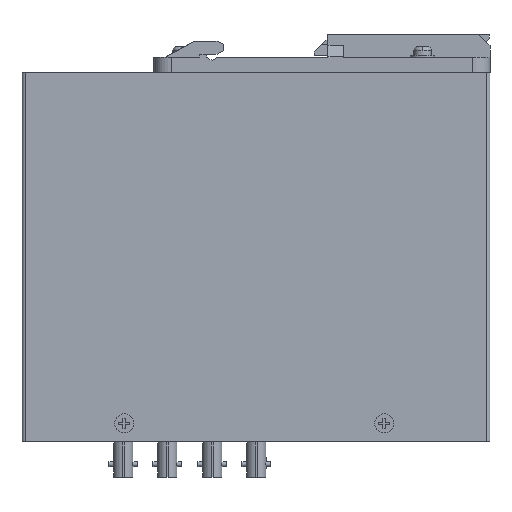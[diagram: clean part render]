
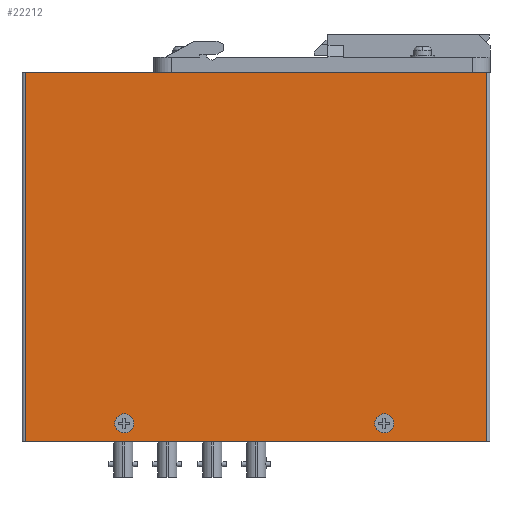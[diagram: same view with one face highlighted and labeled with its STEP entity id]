
A CAD part, left-side view. The second image highlights one B-rep face of the part: STEP entity #22212.
In plain terms, the highlighted planar face has unit normal (-1, 0, 0).
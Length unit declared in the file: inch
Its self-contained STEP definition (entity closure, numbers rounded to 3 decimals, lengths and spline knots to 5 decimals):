
#1374 = ORIENTED_EDGE ( 'NONE', *, *, #48385, .F. ) ;
#2083 = LINE ( 'NONE', #13535, #47146 ) ;
#2839 = ORIENTED_EDGE ( 'NONE', *, *, #14101, .T. ) ;
#3415 = CARTESIAN_POINT ( 'NONE',  ( 0., 4.15357, 0.10305 ) ) ;
#3420 = DIRECTION ( 'NONE',  ( -1., 0., 0. ) ) ;
#3434 = DIRECTION ( 'NONE',  ( 0., 0., -1. ) ) ;
#4005 = EDGE_LOOP ( 'NONE', ( #56231, #19363, #31180, #2839 ) ) ;
#4570 = VERTEX_POINT ( 'NONE', #24762 ) ;
#8463 = ORIENTED_EDGE ( 'NONE', *, *, #12193, .F. ) ;
#8712 = FACE_BOUND ( 'NONE', #15511, .T. ) ;
#9386 = EDGE_CURVE ( 'NONE', #4570, #45955, #2083, .T. ) ;
#12193 = EDGE_CURVE ( 'NONE', #12492, #12492, #18766, .T. ) ;
#12492 = VERTEX_POINT ( 'NONE', #3415 ) ;
#12889 = CARTESIAN_POINT ( 'NONE',  ( 0., 5.27559, 0. ) ) ;
#12993 = VECTOR ( 'NONE', #23379, 39.37008 ) ;
#13486 = VECTOR ( 'NONE', #46493, 39.37008 ) ;
#13535 = CARTESIAN_POINT ( 'NONE',  ( 0., 0.03937, 2.09646 ) ) ;
#13537 = CARTESIAN_POINT ( 'NONE',  ( 0., 5.27559, 2.09646 ) ) ;
#14087 = CARTESIAN_POINT ( 'NONE',  ( 0., 0.03937, 0. ) ) ;
#14101 = EDGE_CURVE ( 'NONE', #37630, #4570, #34858, .T. ) ;
#14508 = VERTEX_POINT ( 'NONE', #21331 ) ;
#15511 = EDGE_LOOP ( 'NONE', ( #8463 ) ) ;
#15623 = EDGE_CURVE ( 'NONE', #21167, #45955, #48386, .T. ) ;
#15928 = CARTESIAN_POINT ( 'NONE',  ( 0., 2.65748, 4.19291 ) ) ;
#17366 = CIRCLE ( 'NONE', #39118, 0.10827 ) ;
#17948 = DIRECTION ( 'NONE',  ( 0., 0., 1. ) ) ;
#18306 = PLANE ( 'NONE',  #27808 ) ;
#18493 = DIRECTION ( 'NONE',  ( 0., 1., 0. ) ) ;
#18766 = CIRCLE ( 'NONE', #20330, 0.10827 ) ;
#19363 = ORIENTED_EDGE ( 'NONE', *, *, #15623, .F. ) ;
#20191 = CARTESIAN_POINT ( 'NONE',  ( 0., 0.03937, 4.19291 ) ) ;
#20330 = AXIS2_PLACEMENT_3D ( 'NONE', #29555, #3420, #33930 ) ;
#21167 = VERTEX_POINT ( 'NONE', #42957 ) ;
#21331 = CARTESIAN_POINT ( 'NONE',  ( 0., 1.20076, 0.10305 ) ) ;
#22212 = ADVANCED_FACE ( 'NONE', ( #8712, #31956, #33317 ), #18306, .F. ) ;
#23132 = EDGE_LOOP ( 'NONE', ( #1374 ) ) ;
#23379 = DIRECTION ( 'NONE',  ( 0., -1., 0. ) ) ;
#24762 = CARTESIAN_POINT ( 'NONE',  ( 0., 0.03937, 0. ) ) ;
#25745 = EDGE_CURVE ( 'NONE', #37630, #21167, #37600, .T. ) ;
#27808 = AXIS2_PLACEMENT_3D ( 'NONE', #14087, #44674, #18493 ) ;
#29555 = CARTESIAN_POINT ( 'NONE',  ( 0., 4.15357, 0.21132 ) ) ;
#29575 = DIRECTION ( 'NONE',  ( -1., 0., 0. ) ) ;
#31180 = ORIENTED_EDGE ( 'NONE', *, *, #25745, .F. ) ;
#31956 = FACE_BOUND ( 'NONE', #23132, .T. ) ;
#33317 = FACE_OUTER_BOUND ( 'NONE', #4005, .T. ) ;
#33930 = DIRECTION ( 'NONE',  ( 0., 0., -1. ) ) ;
#34858 = LINE ( 'NONE', #45375, #12993 ) ;
#36230 = VECTOR ( 'NONE', #39737, 39.37008 ) ;
#37600 = LINE ( 'NONE', #13537, #36230 ) ;
#37630 = VERTEX_POINT ( 'NONE', #12889 ) ;
#39118 = AXIS2_PLACEMENT_3D ( 'NONE', #55768, #29575, #3434 ) ;
#39737 = DIRECTION ( 'NONE',  ( 0., 0., 1. ) ) ;
#42957 = CARTESIAN_POINT ( 'NONE',  ( 0., 5.27559, 4.19291 ) ) ;
#44674 = DIRECTION ( 'NONE',  ( 1., 0., 0. ) ) ;
#45375 = CARTESIAN_POINT ( 'NONE',  ( 0., 2.65748, 0. ) ) ;
#45955 = VERTEX_POINT ( 'NONE', #20191 ) ;
#46493 = DIRECTION ( 'NONE',  ( 0., -1., 0. ) ) ;
#47146 = VECTOR ( 'NONE', #17948, 39.37008 ) ;
#48385 = EDGE_CURVE ( 'NONE', #14508, #14508, #17366, .T. ) ;
#48386 = LINE ( 'NONE', #15928, #13486 ) ;
#55768 = CARTESIAN_POINT ( 'NONE',  ( 0., 1.20076, 0.21132 ) ) ;
#56231 = ORIENTED_EDGE ( 'NONE', *, *, #9386, .T. ) ;
